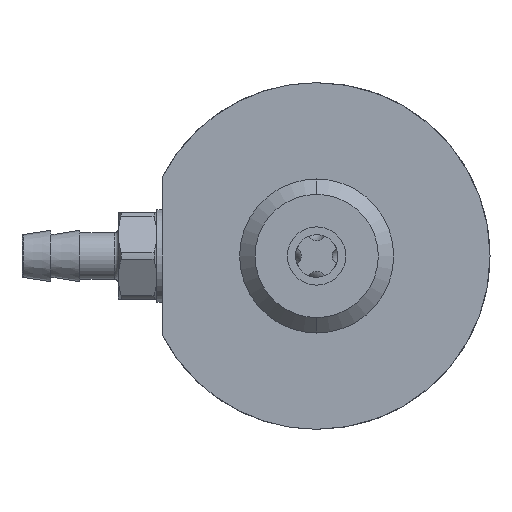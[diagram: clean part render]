
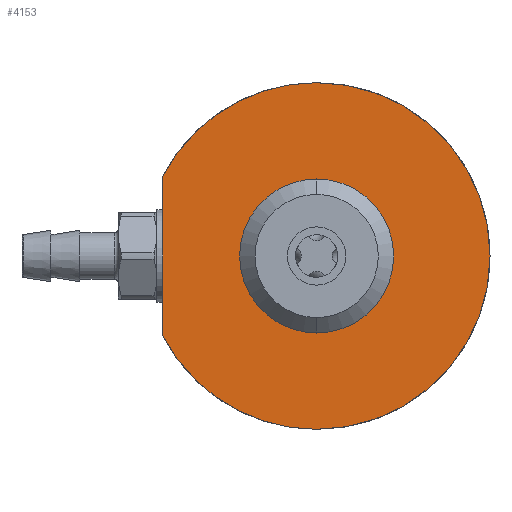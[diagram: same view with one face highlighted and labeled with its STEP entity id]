
A CAD part, front view. The second image highlights one B-rep face of the part: STEP entity #4153.
In plain terms, the highlighted planar face has unit normal (0, -1, 0).
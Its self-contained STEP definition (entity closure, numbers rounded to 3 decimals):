
#29 = CARTESIAN_POINT ( 'NONE',  ( -8., -23., -4.123 ) ) ;
#31 = DIRECTION ( 'NONE',  ( 0., 1., 0. ) ) ;
#97 = CARTESIAN_POINT ( 'NONE',  ( 0., -23., 0. ) ) ;
#284 = EDGE_CURVE ( 'Defeature ausgef�hrt2_7+Defeature ausgef�hrt2_8+Defeature ausgef�hrt2_3+Defeature ausgef�hrt2_3', #1864, #5494, #6632, .T. ) ;
#316 = AXIS2_PLACEMENT_3D ( 'NONE', #97, #1434, #5368 ) ;
#420 = CARTESIAN_POINT ( 'NONE',  ( -8., -23., 5. ) ) ;
#716 = AXIS2_PLACEMENT_3D ( 'NONE', #3234, #3270, #4525 ) ;
#822 = VERTEX_POINT ( 'NONE', #4246 ) ;
#1154 = DIRECTION ( 'NONE',  ( 0., 0., -1. ) ) ;
#1434 = DIRECTION ( 'NONE',  ( 0., 1., 0. ) ) ;
#1492 = AXIS2_PLACEMENT_3D ( 'NONE', #7990, #3069, #1154 ) ;
#1864 = VERTEX_POINT ( 'NONE', #5491 ) ;
#1989 = EDGE_LOOP ( 'NONE', ( #3486, #5652, #3939, #2099 ) ) ;
#1998 = VERTEX_POINT ( 'NONE', #3061 ) ;
#2009 = AXIS2_PLACEMENT_3D ( 'NONE', #7386, #31, #7296 ) ;
#2099 = ORIENTED_EDGE ( 'NONE', *, *, #4330, .F. ) ;
#2335 = EDGE_CURVE ( 'Defeature ausgef�hrt2_7+Defeature ausgef�hrt2_8+Defeature ausgef�hrt2_3+Defeature ausgef�hrt2_3', #5658, #6926, #7310, .T. ) ;
#2456 = CARTESIAN_POINT ( 'NONE',  ( 0., -23., 9. ) ) ;
#2519 = DIRECTION ( 'NONE',  ( 0., 1., 0. ) ) ;
#2674 = CIRCLE ( 'NONE', #316, 3.325 ) ;
#2676 = CARTESIAN_POINT ( 'NONE',  ( 0., -23., 0. ) ) ;
#2679 = ORIENTED_EDGE ( 'NONE', *, *, #3169, .T. ) ;
#3061 = CARTESIAN_POINT ( 'NONE',  ( 0., -23., 3.325 ) ) ;
#3067 = DIRECTION ( 'NONE',  ( 0., 0., -1. ) ) ;
#3069 = DIRECTION ( 'NONE',  ( 0., 1., 0. ) ) ;
#3150 = FACE_BOUND ( 'NONE', #5886, .T. ) ;
#3169 = EDGE_CURVE ( 'Defeature ausgef�hrt2_8+Defeature ausgef�hrt2_12+Defeature ausgef�hrt2_12+Defeature ausgef�hrt2_12', #822, #1998, #2674, .T. ) ;
#3234 = CARTESIAN_POINT ( 'NONE',  ( 0., -23., 0. ) ) ;
#3270 = DIRECTION ( 'NONE',  ( 0., 1., 0. ) ) ;
#3486 = ORIENTED_EDGE ( 'NONE', *, *, #284, .F. ) ;
#3683 = PLANE ( 'NONE',  #1492 ) ;
#3874 = CIRCLE ( 'NONE', #4510, 3.325 ) ;
#3939 = ORIENTED_EDGE ( 'NONE', *, *, #2335, .F. ) ;
#4060 = EDGE_CURVE ( 'Defeature ausgef�hrt2_3+Defeature ausgef�hrt2_8+Defeature ausgef�hrt2_7+Defeature ausgef�hrt2_7', #6926, #1864, #6069, .T. ) ;
#4092 = CARTESIAN_POINT ( 'NONE',  ( 0., -23., 0. ) ) ;
#4153 = ADVANCED_FACE ( 'Defeature ausgef�hrt2_8', ( #3150, #4850 ), #3683, .F. ) ;
#4246 = CARTESIAN_POINT ( 'NONE',  ( 0., -23., -3.325 ) ) ;
#4330 = EDGE_CURVE ( 'Defeature ausgef�hrt2_7+Defeature ausgef�hrt2_8+Defeature ausgef�hrt2_3+Defeature ausgef�hrt2_3', #5494, #5658, #6818, .T. ) ;
#4469 = CARTESIAN_POINT ( 'NONE',  ( 0., -23., -9. ) ) ;
#4510 = AXIS2_PLACEMENT_3D ( 'NONE', #2676, #2519, #6241 ) ;
#4525 = DIRECTION ( 'NONE',  ( 0., 0., -1. ) ) ;
#4644 = ORIENTED_EDGE ( 'NONE', *, *, #6335, .T. ) ;
#4850 = FACE_OUTER_BOUND ( 'NONE', #1989, .T. ) ;
#5336 = DIRECTION ( 'NONE',  ( 0., 0., 1. ) ) ;
#5346 = DIRECTION ( 'NONE',  ( 0., 1., 0. ) ) ;
#5368 = DIRECTION ( 'NONE',  ( 0., 0., -1. ) ) ;
#5491 = CARTESIAN_POINT ( 'NONE',  ( -8., -23., 4.123 ) ) ;
#5494 = VERTEX_POINT ( 'NONE', #2456 ) ;
#5652 = ORIENTED_EDGE ( 'NONE', *, *, #4060, .F. ) ;
#5658 = VERTEX_POINT ( 'NONE', #4469 ) ;
#5886 = EDGE_LOOP ( 'NONE', ( #2679, #4644 ) ) ;
#6069 = LINE ( 'NONE', #420, #7197 ) ;
#6241 = DIRECTION ( 'NONE',  ( 0., 0., -1. ) ) ;
#6250 = AXIS2_PLACEMENT_3D ( 'NONE', #4092, #5346, #3067 ) ;
#6335 = EDGE_CURVE ( 'Defeature ausgef�hrt2_8+Defeature ausgef�hrt2_12+Defeature ausgef�hrt2_12+Defeature ausgef�hrt2_12', #1998, #822, #3874, .T. ) ;
#6632 = CIRCLE ( 'NONE', #6250, 9. ) ;
#6818 = CIRCLE ( 'NONE', #716, 9. ) ;
#6926 = VERTEX_POINT ( 'NONE', #29 ) ;
#7197 = VECTOR ( 'NONE', #5336, 1000. ) ;
#7296 = DIRECTION ( 'NONE',  ( 0., 0., -1. ) ) ;
#7310 = CIRCLE ( 'NONE', #2009, 9. ) ;
#7386 = CARTESIAN_POINT ( 'NONE',  ( 0., -23., 0. ) ) ;
#7990 = CARTESIAN_POINT ( 'NONE',  ( -9., -23., 0. ) ) ;
